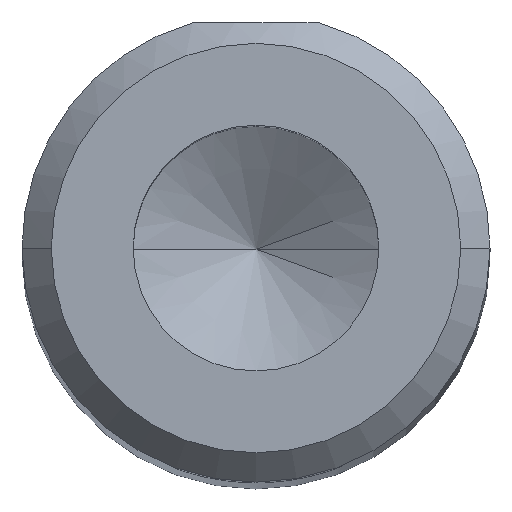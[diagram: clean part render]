
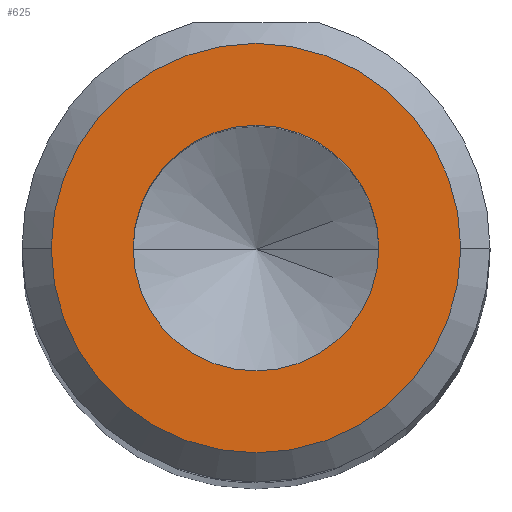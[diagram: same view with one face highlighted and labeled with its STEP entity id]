
A CAD part, top view. The second image highlights one B-rep face of the part: STEP entity #625.
In plain terms, the highlighted planar face has unit normal (0, 0, 1).
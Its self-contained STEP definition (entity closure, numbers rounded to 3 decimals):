
#11 = AXIS2_PLACEMENT_3D ( 'NONE', #65, #1038, #449 ) ;
#14 = VERTEX_POINT ( 'NONE', #231 ) ;
#65 = CARTESIAN_POINT ( 'NONE',  ( 0., 0., 35. ) ) ;
#112 = AXIS2_PLACEMENT_3D ( 'NONE', #410, #1101, #508 ) ;
#116 = CARTESIAN_POINT ( 'NONE',  ( 0., 0., 35. ) ) ;
#210 = CARTESIAN_POINT ( 'NONE',  ( 3.5, 0., 35. ) ) ;
#211 = DIRECTION ( 'NONE',  ( 1., 0., 0. ) ) ;
#230 = EDGE_LOOP ( 'NONE', ( #880, #842 ) ) ;
#231 = CARTESIAN_POINT ( 'NONE',  ( -2.1, 0., 35. ) ) ;
#262 = CIRCLE ( 'NONE', #899, 3.5 ) ;
#336 = FACE_OUTER_BOUND ( 'NONE', #1003, .T. ) ;
#350 = PLANE ( 'NONE',  #11 ) ;
#405 = DIRECTION ( 'NONE',  ( 0., 0., 1. ) ) ;
#406 = CARTESIAN_POINT ( 'NONE',  ( 2.1, 0., 35. ) ) ;
#408 = VERTEX_POINT ( 'NONE', #210 ) ;
#410 = CARTESIAN_POINT ( 'NONE',  ( 0., 0., 35. ) ) ;
#447 = DIRECTION ( 'NONE',  ( 0., 0., 1. ) ) ;
#449 = DIRECTION ( 'NONE',  ( 1., 0., 0. ) ) ;
#508 = DIRECTION ( 'NONE',  ( 1., 0., 0. ) ) ;
#529 = CIRCLE ( 'NONE', #1228, 2.1 ) ;
#625 = ADVANCED_FACE ( 'NONE', ( #336, #1128 ), #350, .T. ) ;
#631 = AXIS2_PLACEMENT_3D ( 'NONE', #1035, #447, #1139 ) ;
#670 = CARTESIAN_POINT ( 'NONE',  ( -3.5, 0., 35. ) ) ;
#715 = VERTEX_POINT ( 'NONE', #670 ) ;
#736 = CIRCLE ( 'NONE', #112, 3.5 ) ;
#755 = VERTEX_POINT ( 'NONE', #406 ) ;
#775 = EDGE_CURVE ( 'NONE', #408, #715, #736, .T. ) ;
#797 = DIRECTION ( 'NONE',  ( 0., 0., 1. ) ) ;
#828 = EDGE_CURVE ( 'NONE', #14, #755, #1168, .T. ) ;
#842 = ORIENTED_EDGE ( 'NONE', *, *, #828, .F. ) ;
#880 = ORIENTED_EDGE ( 'NONE', *, *, #1095, .F. ) ;
#899 = AXIS2_PLACEMENT_3D ( 'NONE', #116, #797, #211 ) ;
#985 = ORIENTED_EDGE ( 'NONE', *, *, #1087, .T. ) ;
#986 = CARTESIAN_POINT ( 'NONE',  ( 0., 0., 35. ) ) ;
#1003 = EDGE_LOOP ( 'NONE', ( #985, #1020 ) ) ;
#1020 = ORIENTED_EDGE ( 'NONE', *, *, #775, .T. ) ;
#1035 = CARTESIAN_POINT ( 'NONE',  ( 0., 0., 35. ) ) ;
#1038 = DIRECTION ( 'NONE',  ( 0., 0., 1. ) ) ;
#1087 = EDGE_CURVE ( 'NONE', #715, #408, #262, .T. ) ;
#1094 = DIRECTION ( 'NONE',  ( 1., 0., 0. ) ) ;
#1095 = EDGE_CURVE ( 'NONE', #755, #14, #529, .T. ) ;
#1101 = DIRECTION ( 'NONE',  ( 0., 0., 1. ) ) ;
#1128 = FACE_BOUND ( 'NONE', #230, .T. ) ;
#1139 = DIRECTION ( 'NONE',  ( 1., 0., 0. ) ) ;
#1168 = CIRCLE ( 'NONE', #631, 2.1 ) ;
#1228 = AXIS2_PLACEMENT_3D ( 'NONE', #986, #405, #1094 ) ;
